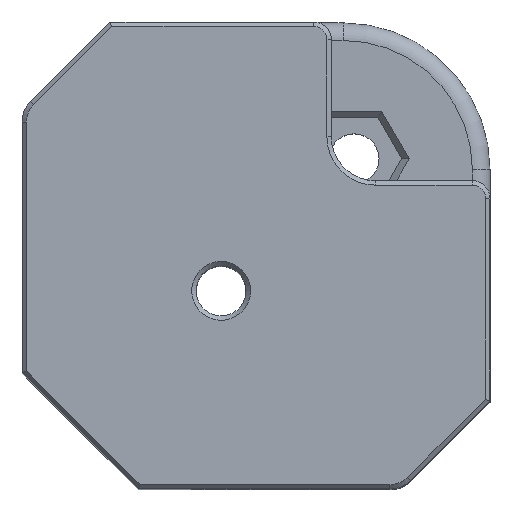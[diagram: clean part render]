
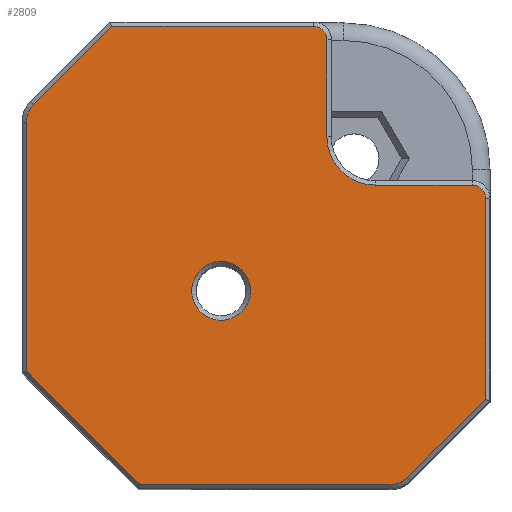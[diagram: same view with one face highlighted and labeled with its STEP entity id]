
A CAD part, top view. The second image highlights one B-rep face of the part: STEP entity #2809.
In plain terms, the highlighted planar face has unit normal (0, 0, 1).
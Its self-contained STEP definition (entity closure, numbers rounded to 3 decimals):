
#231=FACE_BOUND('',#423,.T.);
#239=FACE_OUTER_BOUND('',#422,.T.);
#422=EDGE_LOOP('',(#1864,#1865,#1866,#1867,#1868,#1869,#1870,#1871,#1872,
#1873,#1874,#1875,#1876,#1877));
#423=EDGE_LOOP('',(#1878));
#613=LINE('',#4171,#819);
#614=LINE('',#4173,#820);
#615=LINE('',#4177,#821);
#616=LINE('',#4181,#822);
#617=LINE('',#4185,#823);
#618=LINE('',#4187,#824);
#619=LINE('',#4191,#825);
#620=LINE('',#4193,#826);
#621=LINE('',#4194,#827);
#819=VECTOR('',#3329,7.505);
#820=VECTOR('',#3330,13.676);
#821=VECTOR('',#3333,6.6);
#822=VECTOR('',#3336,6.6);
#823=VECTOR('',#3339,13.741);
#824=VECTOR('',#3340,7.511);
#825=VECTOR('',#3343,16.935);
#826=VECTOR('',#3344,10.934);
#827=VECTOR('',#3345,17.009);
#1025=CIRCLE('',#3007,1.7);
#1026=CIRCLE('',#3008,0.9);
#1027=CIRCLE('',#3009,3.3);
#1028=CIRCLE('',#3010,0.9);
#1029=CIRCLE('',#3011,1.7);
#1030=CIRCLE('',#3012,2.);
#1161=VERTEX_POINT('',#4167);
#1162=VERTEX_POINT('',#4168);
#1163=VERTEX_POINT('',#4170);
#1164=VERTEX_POINT('',#4172);
#1165=VERTEX_POINT('',#4174);
#1166=VERTEX_POINT('',#4176);
#1167=VERTEX_POINT('',#4178);
#1168=VERTEX_POINT('',#4180);
#1169=VERTEX_POINT('',#4182);
#1170=VERTEX_POINT('',#4184);
#1171=VERTEX_POINT('',#4186);
#1172=VERTEX_POINT('',#4188);
#1173=VERTEX_POINT('',#4190);
#1174=VERTEX_POINT('',#4192);
#1175=VERTEX_POINT('',#4195);
#1424=EDGE_CURVE('',#1161,#1162,#1025,.T.);
#1425=EDGE_CURVE('',#1162,#1163,#613,.T.);
#1426=EDGE_CURVE('',#1163,#1164,#614,.T.);
#1427=EDGE_CURVE('',#1164,#1165,#1026,.T.);
#1428=EDGE_CURVE('',#1165,#1166,#615,.T.);
#1429=EDGE_CURVE('',#1166,#1167,#1027,.T.);
#1430=EDGE_CURVE('',#1167,#1168,#616,.T.);
#1431=EDGE_CURVE('',#1168,#1169,#1028,.T.);
#1432=EDGE_CURVE('',#1169,#1170,#617,.T.);
#1433=EDGE_CURVE('',#1170,#1171,#618,.T.);
#1434=EDGE_CURVE('',#1171,#1172,#1029,.T.);
#1435=EDGE_CURVE('',#1172,#1173,#619,.T.);
#1436=EDGE_CURVE('',#1173,#1174,#620,.T.);
#1437=EDGE_CURVE('',#1174,#1161,#621,.T.);
#1438=EDGE_CURVE('',#1175,#1175,#1030,.T.);
#1864=ORIENTED_EDGE('',*,*,#1424,.T.);
#1865=ORIENTED_EDGE('',*,*,#1425,.T.);
#1866=ORIENTED_EDGE('',*,*,#1426,.T.);
#1867=ORIENTED_EDGE('',*,*,#1427,.T.);
#1868=ORIENTED_EDGE('',*,*,#1428,.T.);
#1869=ORIENTED_EDGE('',*,*,#1429,.T.);
#1870=ORIENTED_EDGE('',*,*,#1430,.T.);
#1871=ORIENTED_EDGE('',*,*,#1431,.T.);
#1872=ORIENTED_EDGE('',*,*,#1432,.T.);
#1873=ORIENTED_EDGE('',*,*,#1433,.T.);
#1874=ORIENTED_EDGE('',*,*,#1434,.T.);
#1875=ORIENTED_EDGE('',*,*,#1435,.T.);
#1876=ORIENTED_EDGE('',*,*,#1436,.T.);
#1877=ORIENTED_EDGE('',*,*,#1437,.T.);
#1878=ORIENTED_EDGE('',*,*,#1438,.T.);
#2744=PLANE('',#3006);
#2809=ADVANCED_FACE('',(#239,#231),#2744,.T.);
#3006=AXIS2_PLACEMENT_3D('',#4166,#3325,#3326);
#3007=AXIS2_PLACEMENT_3D('',#4169,#3327,#3328);
#3008=AXIS2_PLACEMENT_3D('',#4175,#3331,#3332);
#3009=AXIS2_PLACEMENT_3D('',#4179,#3334,#3335);
#3010=AXIS2_PLACEMENT_3D('',#4183,#3337,#3338);
#3011=AXIS2_PLACEMENT_3D('',#4189,#3341,#3342);
#3012=AXIS2_PLACEMENT_3D('',#4196,#3346,#3347);
#3325=DIRECTION('center_axis',(0.,0.,1.));
#3326=DIRECTION('ref_axis',(-1.,0.,0.));
#3327=DIRECTION('center_axis',(0.,0.,1.));
#3328=DIRECTION('ref_axis',(1.,0.,0.));
#3329=DIRECTION('',(0.707,0.707,0.));
#3330=DIRECTION('',(0.,1.,0.));
#3331=DIRECTION('center_axis',(0.,0.,1.));
#3332=DIRECTION('ref_axis',(1.,0.,0.));
#3333=DIRECTION('',(-1.,0.,0.));
#3334=DIRECTION('center_axis',(0.,0.,-1.));
#3335=DIRECTION('ref_axis',(1.,0.,0.));
#3336=DIRECTION('',(0.,1.,0.));
#3337=DIRECTION('center_axis',(0.,0.,1.));
#3338=DIRECTION('ref_axis',(1.,0.,0.));
#3339=DIRECTION('',(-1.,0.,0.));
#3340=DIRECTION('',(-0.707,-0.707,0.));
#3341=DIRECTION('center_axis',(0.,0.,1.));
#3342=DIRECTION('ref_axis',(1.,0.,0.));
#3343=DIRECTION('',(0.,-1.,0.));
#3344=DIRECTION('',(0.707,-0.707,0.));
#3345=DIRECTION('',(1.,0.,0.));
#3346=DIRECTION('center_axis',(0.,0.,-1.));
#3347=DIRECTION('ref_axis',(1.,0.,0.));
#4166=CARTESIAN_POINT('Origin',(-117.5,-133.619,-151.566));
#4167=CARTESIAN_POINT('',(-96.009,-134.7,-151.566));
#4168=CARTESIAN_POINT('',(-94.807,-134.202,-151.566));
#4169=CARTESIAN_POINT('Origin',(-96.009,-133.,-151.566));
#4170=CARTESIAN_POINT('',(-89.5,-128.895,-151.566));
#4171=CARTESIAN_POINT('',(-94.807,-134.202,-151.566));
#4172=CARTESIAN_POINT('',(-89.5,-115.219,-151.566));
#4173=CARTESIAN_POINT('',(-89.5,-128.895,-151.566));
#4174=CARTESIAN_POINT('',(-90.4,-114.319,-151.566));
#4175=CARTESIAN_POINT('Origin',(-90.4,-115.219,-151.566));
#4176=CARTESIAN_POINT('',(-97.,-114.319,-151.566));
#4177=CARTESIAN_POINT('',(-90.4,-114.319,-151.566));
#4178=CARTESIAN_POINT('',(-100.3,-111.019,-151.566));
#4179=CARTESIAN_POINT('Origin',(-97.,-111.019,-151.566));
#4180=CARTESIAN_POINT('',(-100.3,-104.419,-151.566));
#4181=CARTESIAN_POINT('',(-100.3,-111.019,-151.566));
#4182=CARTESIAN_POINT('',(-101.2,-103.519,-151.566));
#4183=CARTESIAN_POINT('Origin',(-101.2,-104.419,-151.566));
#4184=CARTESIAN_POINT('',(-114.941,-103.519,-151.566));
#4185=CARTESIAN_POINT('',(-101.2,-103.519,-151.566));
#4186=CARTESIAN_POINT('',(-120.252,-108.831,-151.566));
#4187=CARTESIAN_POINT('',(-114.941,-103.519,-151.566));
#4188=CARTESIAN_POINT('',(-120.75,-110.033,-151.566));
#4189=CARTESIAN_POINT('Origin',(-119.05,-110.033,-151.566));
#4190=CARTESIAN_POINT('',(-120.75,-126.968,-151.566));
#4191=CARTESIAN_POINT('',(-120.75,-110.033,-151.566));
#4192=CARTESIAN_POINT('',(-113.018,-134.7,-151.566));
#4193=CARTESIAN_POINT('',(-120.75,-126.968,-151.566));
#4194=CARTESIAN_POINT('',(-113.018,-134.7,-151.566));
#4195=CARTESIAN_POINT('',(-109.5,-121.519,-151.566));
#4196=CARTESIAN_POINT('Origin',(-107.5,-121.519,-151.566));
